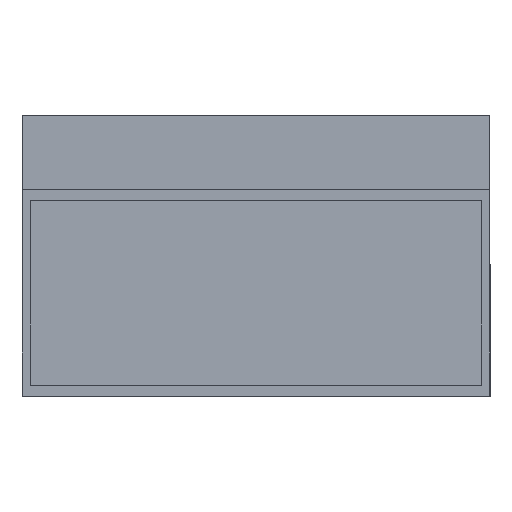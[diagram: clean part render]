
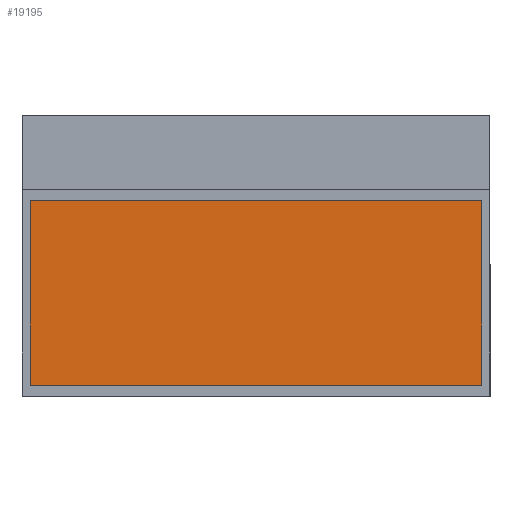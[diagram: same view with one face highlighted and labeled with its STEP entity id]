
A CAD part, front view. The second image highlights one B-rep face of the part: STEP entity #19195.
In plain terms, the highlighted planar face has unit normal (0, -1, 0).
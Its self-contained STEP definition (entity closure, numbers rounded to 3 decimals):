
#1789=FACE_OUTER_BOUND('',#2715,.T.);
#2715=EDGE_LOOP('',(#17509,#17510,#17511,#17512));
#4913=LINE('',#31604,#7139);
#4917=LINE('',#31612,#7143);
#4920=LINE('',#31618,#7146);
#4923=LINE('',#31623,#7149);
#7139=VECTOR('',#25986,10.);
#7143=VECTOR('',#25992,10.);
#7146=VECTOR('',#25997,10.);
#7149=VECTOR('',#26002,10.);
#9027=VERTEX_POINT('',#31602);
#9028=VERTEX_POINT('',#31603);
#9031=VERTEX_POINT('',#31611);
#9033=VERTEX_POINT('',#31617);
#11845=EDGE_CURVE('',#9027,#9028,#4913,.T.);
#11849=EDGE_CURVE('',#9031,#9027,#4917,.T.);
#11852=EDGE_CURVE('',#9033,#9031,#4920,.T.);
#11855=EDGE_CURVE('',#9028,#9033,#4923,.T.);
#17509=ORIENTED_EDGE('',*,*,#11845,.T.);
#17510=ORIENTED_EDGE('',*,*,#11855,.T.);
#17511=ORIENTED_EDGE('',*,*,#11852,.T.);
#17512=ORIENTED_EDGE('',*,*,#11849,.T.);
#18278=PLANE('',#20776);
#19195=ADVANCED_FACE('',(#1789),#18278,.T.);
#20776=AXIS2_PLACEMENT_3D('',#31650,#26026,#26027);
#25986=DIRECTION('',(-1.,0.,0.));
#25992=DIRECTION('',(0.,0.,1.));
#25997=DIRECTION('',(1.,0.,0.));
#26002=DIRECTION('',(0.,0.,-1.));
#26026=DIRECTION('center_axis',(0.,-1.,0.));
#26027=DIRECTION('ref_axis',(0.,0.,-1.));
#31602=CARTESIAN_POINT('',(725.3,-462.,177.));
#31603=CARTESIAN_POINT('',(-725.3,-462.,177.));
#31604=CARTESIAN_POINT('',(362.65,-462.,177.));
#31611=CARTESIAN_POINT('',(725.3,-462.,-415.));
#31612=CARTESIAN_POINT('',(725.3,-462.,-267.));
#31617=CARTESIAN_POINT('',(-725.3,-462.,-415.));
#31618=CARTESIAN_POINT('',(-362.65,-462.,-415.));
#31623=CARTESIAN_POINT('',(-725.3,-462.,29.));
#31650=CARTESIAN_POINT('Origin',(0.,-462.,-119.));
